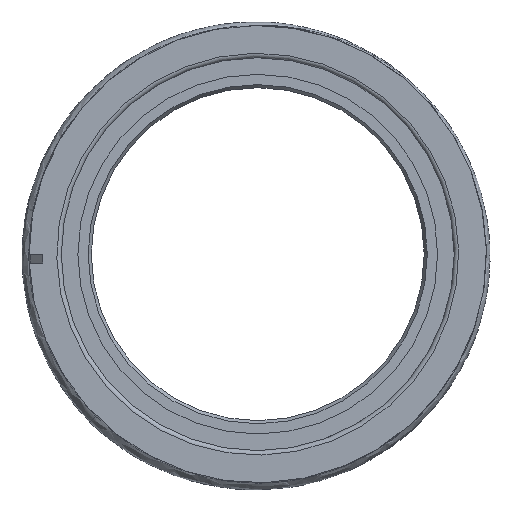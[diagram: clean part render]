
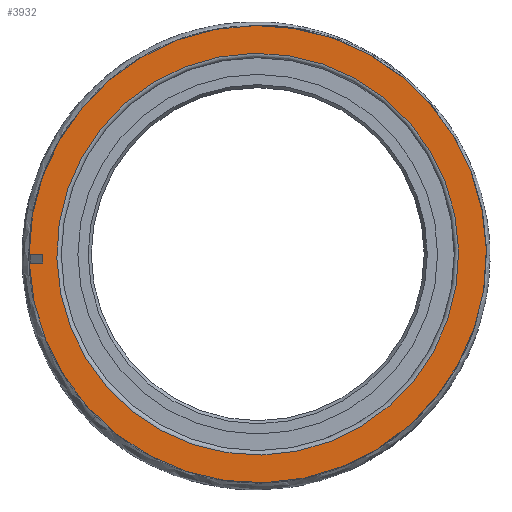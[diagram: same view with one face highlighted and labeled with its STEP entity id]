
A CAD part, left-side view. The second image highlights one B-rep face of the part: STEP entity #3932.
In plain terms, the highlighted planar face has unit normal (-1, 0, 0).
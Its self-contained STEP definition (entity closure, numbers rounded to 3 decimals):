
#128=CIRCLE('',#4317,45.25);
#129=CIRCLE('',#4319,51.5);
#411=LINE('',#6833,#615);
#418=LINE('',#6878,#622);
#419=LINE('',#6882,#623);
#615=VECTOR('',#4898,1000.);
#622=VECTOR('',#4953,1000.);
#623=VECTOR('',#4956,1000.);
#813=PLANE('',#4318);
#992=ORIENTED_EDGE('',*,*,#2050,.T.);
#993=ORIENTED_EDGE('',*,*,#2068,.T.);
#994=ORIENTED_EDGE('',*,*,#2069,.T.);
#995=ORIENTED_EDGE('',*,*,#2070,.T.);
#996=ORIENTED_EDGE('',*,*,#2067,.F.);
#2050=EDGE_CURVE('',#2609,#2608,#411,.T.);
#2067=EDGE_CURVE('',#2622,#2622,#128,.T.);
#2068=EDGE_CURVE('',#2608,#2623,#418,.T.);
#2069=EDGE_CURVE('',#2623,#2624,#129,.T.);
#2070=EDGE_CURVE('',#2624,#2609,#419,.T.);
#2608=VERTEX_POINT('',#6832);
#2609=VERTEX_POINT('',#6834);
#2622=VERTEX_POINT('',#6876);
#2623=VERTEX_POINT('',#6879);
#2624=VERTEX_POINT('',#6881);
#3096=EDGE_LOOP('',(#992,#993,#994,#995));
#3097=EDGE_LOOP('',(#996));
#3466=FACE_BOUND('',#3096,.T.);
#3467=FACE_BOUND('',#3097,.T.);
#3932=ADVANCED_FACE('',(#3466,#3467),#813,.F.);
#4317=AXIS2_PLACEMENT_3D('',#6875,#4949,#4950);
#4318=AXIS2_PLACEMENT_3D('',#6877,#4951,#4952);
#4319=AXIS2_PLACEMENT_3D('',#6880,#4954,#4955);
#4898=DIRECTION('',(0.,-0.021,-1.));
#4949=DIRECTION('',(-1.,0.,0.));
#4950=DIRECTION('',(0.,1.,-0.021));
#4951=DIRECTION('',(1.,0.,0.));
#4952=DIRECTION('',(0.,-1.,0.021));
#4953=DIRECTION('',(0.,1.,-0.021));
#4954=DIRECTION('',(-1.,0.,0.));
#4955=DIRECTION('',(0.,1.,-0.021));
#4956=DIRECTION('',(0.,-1.,0.021));
#6832=CARTESIAN_POINT('',(-27.,48.469,-2.));
#6833=CARTESIAN_POINT('',(-27.,48.49,-1.));
#6834=CARTESIAN_POINT('',(-27.,48.51,0.));
#6875=CARTESIAN_POINT('',(-27.,0.,0.));
#6876=CARTESIAN_POINT('',(-27.,45.24,-0.933));
#6877=CARTESIAN_POINT('',(-27.,51.489,-1.062));
#6878=CARTESIAN_POINT('',(-27.,51.468,-2.061));
#6879=CARTESIAN_POINT('',(-27.,51.459,-2.061));
#6880=CARTESIAN_POINT('',(-27.,0.,0.));
#6881=CARTESIAN_POINT('',(-27.,51.5,-0.062));
#6882=CARTESIAN_POINT('',(-27.,51.51,-0.062));
